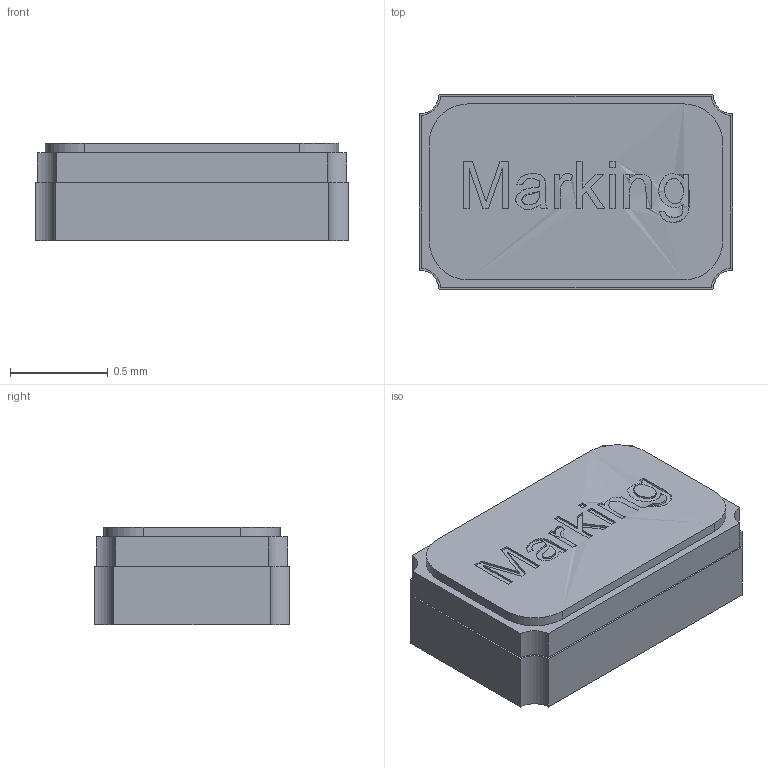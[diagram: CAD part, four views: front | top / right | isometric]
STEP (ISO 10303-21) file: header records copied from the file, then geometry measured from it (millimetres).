
FILE_DESCRIPTION(/* description */ ('Unknown'),/* implementation_level */ '2;1');
FILE_NAME(/* name */ 'Y_Wurth_WE-XTAL_Watch-IQXC-90',/* time_stamp */ '2025-09-04T11:13:56+08:00',/* author */ ('Unknown'),/* organization */ ('Unknown'),/* preprocessor_version */ 'ST-DEVELOPER v19.4',/* originating_system */ 'Solid Edge',/* authorisation */ 'Unknown');
FILE_SCHEMA (('AUTOMOTIVE_DESIGN {1 0 10303 214 3 1 1}'));
Length unit declared in the file: millimetre
Products named in the file (1): Y_Wurth_WE-XTAL_Watch-IQXC-90
Bounding box: 1.6 x 1 x 0.5 mm (x, y, z)
Volume: 0.8 mm3; surface area: 5.7 mm2
Topology: 1 solids, 1 shells, 96 faces, 250 edges, 168 vertices
Faces by surface type: plane 74, cylinder 13, bspline 9
Entity records: 3759 total; most frequent: CARTESIAN_POINT 955, ORIENTED_EDGE 498, DIRECTION 320, EDGE_CURVE 249, VERTEX_POINT 168, B_SPLINE_CURVE_WITH_KNOTS 129, AXIS2_PLACEMENT_3D 112, EDGE_LOOP 109
